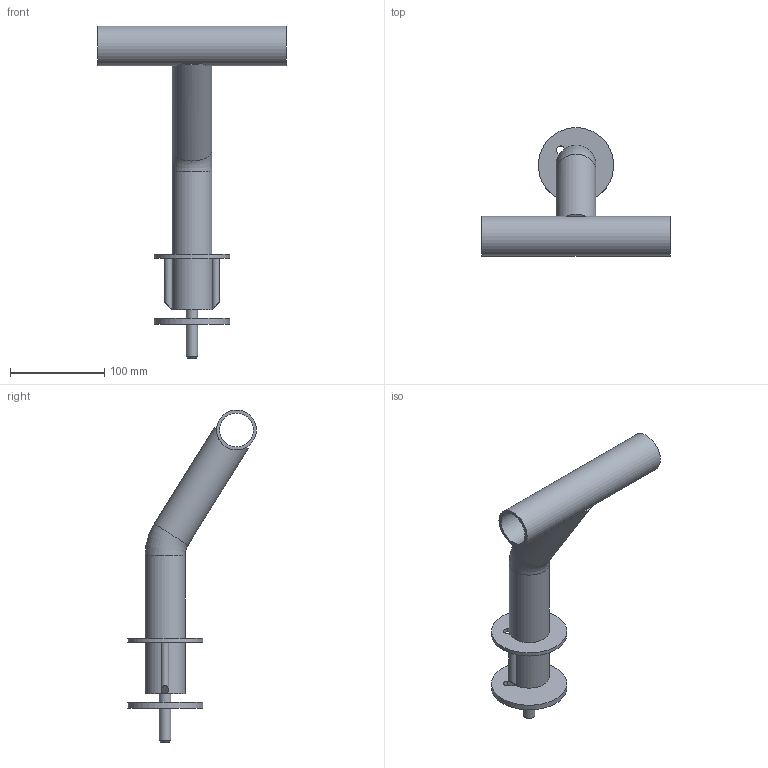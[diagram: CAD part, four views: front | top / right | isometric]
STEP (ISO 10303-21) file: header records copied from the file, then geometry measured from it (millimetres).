
FILE_DESCRIPTION(('STEP AP214'),'1');
FILE_NAME('Bootsklampe.STP','2025-09-30T08:55:03',(' '),(' '),'Spatial InterOp 3D',' ',' ');
FILE_SCHEMA(('AUTOMOTIVE_DESIGN { 1 0 10303 214 1 1 1 1 }'));
Length unit declared in the file: millimetre
Products named in the file (1): Sweep-Körper
Bounding box: 200 x 136.78 x 352.4 mm (x, y, z)
Volume: 257274.7 mm3; surface area: 151482 mm2
Topology: 8 solids, 8 shells, 65 faces, 131 edges, 83 vertices
Faces by surface type: plane 34, cylinder 21, cone 7, torus 3
Full cylindrical faces by diameter (mm): 8 x2, 12 x1, 13 x2, 19 x1, 36 x4, 42.4 x4, 80 x2
Entity records: 1784 total; most frequent: CARTESIAN_POINT 390, DIRECTION 292, ORIENTED_EDGE 208, AXIS2_PLACEMENT_3D 128, EDGE_CURVE 104, EDGE_LOOP 100, VERTEX_POINT 76, ADVANCED_FACE 65
